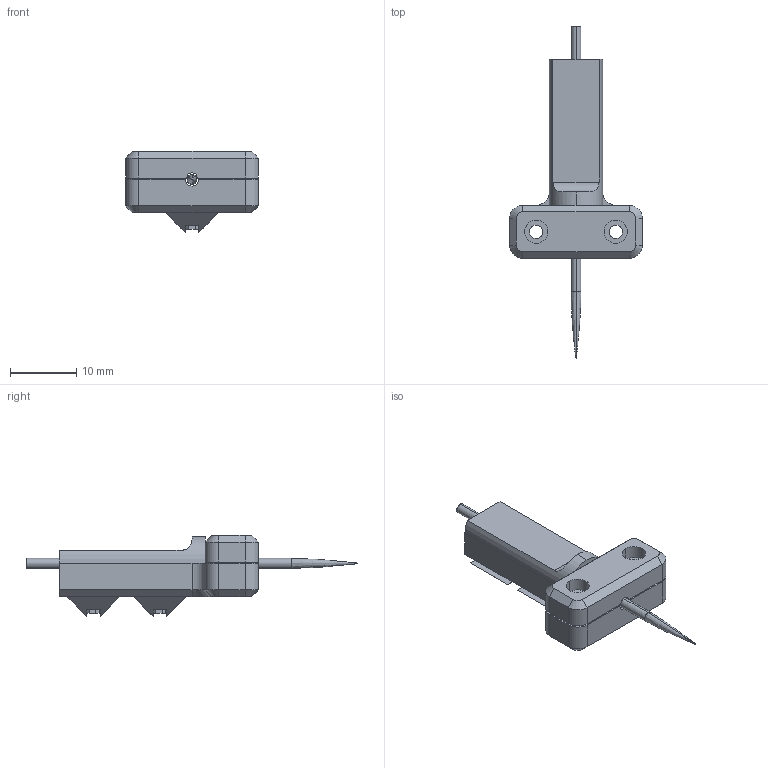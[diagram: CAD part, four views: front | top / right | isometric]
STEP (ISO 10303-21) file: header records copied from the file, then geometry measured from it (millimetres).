
FILE_DESCRIPTION (( 'STEP AP203' ), '1' );
FILE_NAME ('tool.STEP', '2025-07-09T06:29:08', ( '' ), ( '' ), 'SwSTEP 2.0', 'SolidWorks 2025', '' );
FILE_SCHEMA (( 'CONFIG_CONTROL_DESIGN' ));
Length unit declared in the file: millimetre
Products named in the file (5): pipette_clamp^pipette_dev_mrex_2R_RCM; dowel_pin_half; capillary^pipette_dev_mrex_2R_RCM; tool; pipette_body^pipette_dev_mrex_2R_RCM
Assembly tree (5 placements, depth 2):
  tool
    pipette_body^pipette_dev_mrex_2R_RCM
    dowel_pin_half  x2
    capillary^pipette_dev_mrex_2R_RCM
    pipette_clamp^pipette_dev_mrex_2R_RCM
Bounding box: 20 x 50 x 12.2 mm (x, y, z)
Volume: 2574.1 mm3; surface area: 2689.9 mm2
Topology: 5 solids, 5 shells, 188 faces, 485 edges, 304 vertices
Faces by surface type: plane 112, cylinder 54, bspline 12, cone 10
Entity records: 5928 total; most frequent: CARTESIAN_POINT 1531, ORIENTED_EDGE 802, DIRECTION 799, EDGE_CURVE 401, LINE 267, VECTOR 267, AXIS2_PLACEMENT_3D 266, VERTEX_POINT 256
